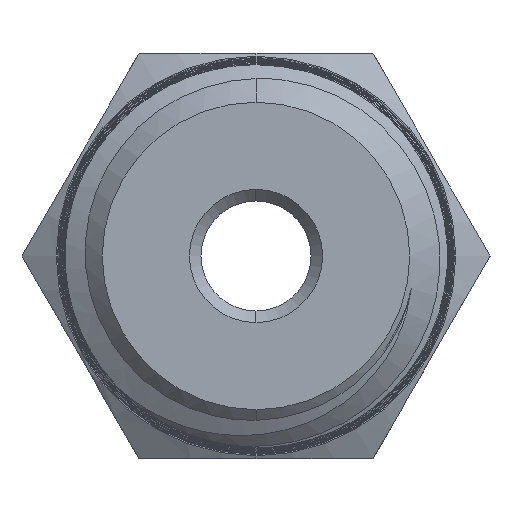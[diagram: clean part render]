
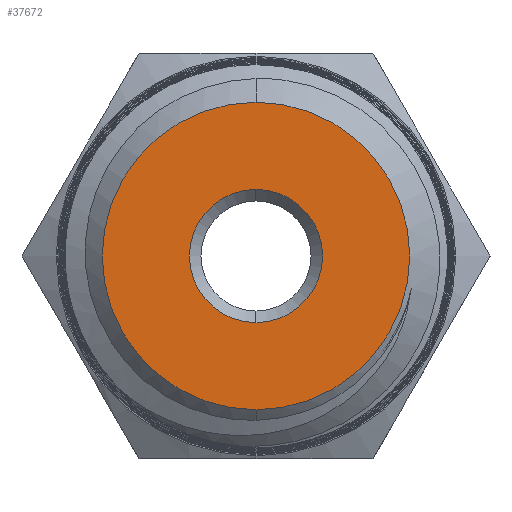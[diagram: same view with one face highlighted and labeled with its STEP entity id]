
A CAD part, front view. The second image highlights one B-rep face of the part: STEP entity #37672.
In plain terms, the highlighted planar face has unit normal (0, -1, 0).
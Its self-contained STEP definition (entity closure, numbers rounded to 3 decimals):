
#5378 = AXIS2_PLACEMENT_3D ( 'NONE', #34461, #12033, #38250 ) ;
#6281 = CARTESIAN_POINT ( 'NONE',  ( 0., -11.5, 5.31 ) ) ;
#6922 = EDGE_LOOP ( 'NONE', ( #9565, #44025 ) ) ;
#8109 = CIRCLE ( 'NONE', #18364, 2.3 ) ;
#8367 = VERTEX_POINT ( 'NONE', #6281 ) ;
#8795 = CARTESIAN_POINT ( 'NONE',  ( 0., -11.5, -2.3 ) ) ;
#9565 = ORIENTED_EDGE ( 'NONE', *, *, #36210, .T. ) ;
#10084 = EDGE_CURVE ( 'NONE', #38306, #41677, #8109, .T. ) ;
#12033 = DIRECTION ( 'NONE',  ( 0., 1., 0. ) ) ;
#12124 = CARTESIAN_POINT ( 'NONE',  ( 0., -11.5, 0. ) ) ;
#12464 = CARTESIAN_POINT ( 'NONE',  ( 0., -11.5, 0. ) ) ;
#15916 = DIRECTION ( 'NONE',  ( 0., 0., 1. ) ) ;
#16420 = DIRECTION ( 'NONE',  ( 0., 1., 0. ) ) ;
#18364 = AXIS2_PLACEMENT_3D ( 'NONE', #38855, #16420, #42622 ) ;
#18554 = AXIS2_PLACEMENT_3D ( 'NONE', #44345, #21934, #48130 ) ;
#20193 = DIRECTION ( 'NONE',  ( 0., 0., -1. ) ) ;
#21934 = DIRECTION ( 'NONE',  ( 0., 1., 0. ) ) ;
#22042 = ORIENTED_EDGE ( 'NONE', *, *, #23097, .T. ) ;
#23097 = EDGE_CURVE ( 'NONE', #8367, #30015, #29777, .T. ) ;
#25781 = CARTESIAN_POINT ( 'NONE',  ( 0., -11.5, 2.3 ) ) ;
#28460 = ORIENTED_EDGE ( 'NONE', *, *, #48443, .F. ) ;
#29777 = CIRCLE ( 'NONE', #35951, 5.31 ) ;
#30015 = VERTEX_POINT ( 'NONE', #47295 ) ;
#33526 = EDGE_LOOP ( 'NONE', ( #22042, #28460 ) ) ;
#34461 = CARTESIAN_POINT ( 'NONE',  ( 0., -11.5, 0. ) ) ;
#35050 = PLANE ( 'NONE',  #35126 ) ;
#35126 = AXIS2_PLACEMENT_3D ( 'NONE', #12464, #42606, #20193 ) ;
#35127 = FACE_OUTER_BOUND ( 'NONE', #33526, .T. ) ;
#35951 = AXIS2_PLACEMENT_3D ( 'NONE', #12124, #38340, #15916 ) ;
#36210 = EDGE_CURVE ( 'NONE', #41677, #38306, #45721, .T. ) ;
#37672 = ADVANCED_FACE ( 'NONE', ( #46291, #35127 ), #35050, .T. ) ;
#38250 = DIRECTION ( 'NONE',  ( 0., 0., 1. ) ) ;
#38306 = VERTEX_POINT ( 'NONE', #25781 ) ;
#38340 = DIRECTION ( 'NONE',  ( 0., -1., 0. ) ) ;
#38855 = CARTESIAN_POINT ( 'NONE',  ( 0., -11.5, 0. ) ) ;
#41677 = VERTEX_POINT ( 'NONE', #8795 ) ;
#42606 = DIRECTION ( 'NONE',  ( 0., -1., 0. ) ) ;
#42622 = DIRECTION ( 'NONE',  ( 0., 0., -1. ) ) ;
#44025 = ORIENTED_EDGE ( 'NONE', *, *, #10084, .T. ) ;
#44345 = CARTESIAN_POINT ( 'NONE',  ( 0., -11.5, 0. ) ) ;
#45433 = CIRCLE ( 'NONE', #5378, 5.31 ) ;
#45721 = CIRCLE ( 'NONE', #18554, 2.3 ) ;
#46291 = FACE_BOUND ( 'NONE', #6922, .T. ) ;
#47295 = CARTESIAN_POINT ( 'NONE',  ( 0., -11.5, -5.31 ) ) ;
#48130 = DIRECTION ( 'NONE',  ( 0., 0., -1. ) ) ;
#48443 = EDGE_CURVE ( 'NONE', #8367, #30015, #45433, .T. ) ;
